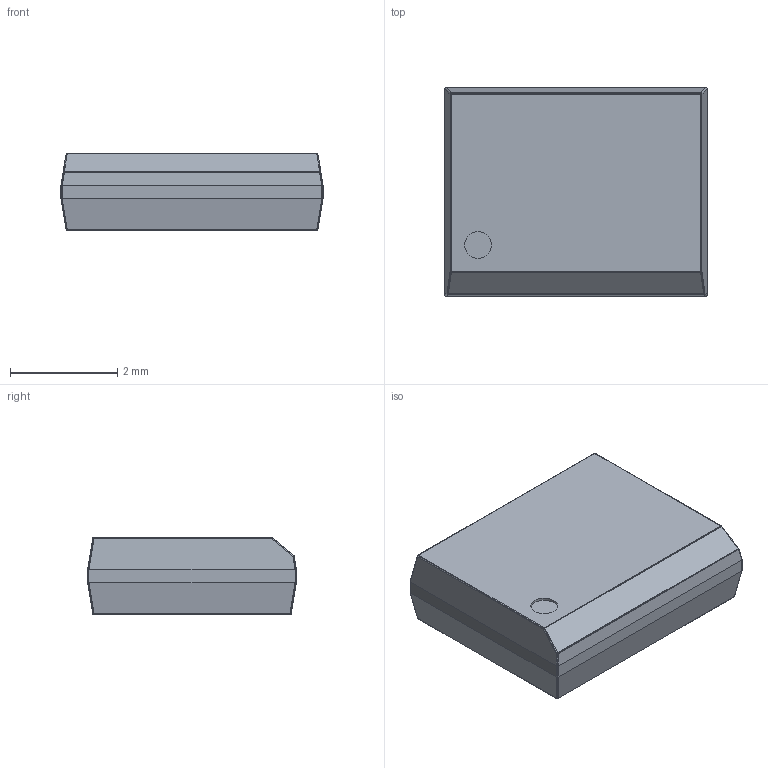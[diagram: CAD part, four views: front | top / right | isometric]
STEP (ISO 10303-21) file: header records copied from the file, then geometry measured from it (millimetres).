
FILE_DESCRIPTION (( 'STEP AP203' ), '1' );
FILE_NAME ('icbody.step_Default_sldprt.STEP', '2025-04-23T09:07:59', ( '' ), ( '' ), 'SwSTEP 2.0', 'SolidWorks 2024', '' );
FILE_SCHEMA (( 'CONFIG_CONTROL_DESIGN' ));
Length unit declared in the file: millimetre
Products named in the file (1): icbody.step_Default_sldprt
Bounding box: 4.9 x 3.9 x 1.45 mm (x, y, z)
Volume: 26.4 mm3; surface area: 59 mm2
Topology: 1 solids, 1 shells, 82 faces, 199 edges, 120 vertices
Faces by surface type: cylinder 48, sphere 18, plane 16
Entity records: 2464 total; most frequent: CARTESIAN_POINT 498, DIRECTION 421, ORIENTED_EDGE 398, EDGE_CURVE 199, AXIS2_PLACEMENT_3D 171, VERTEX_POINT 120, CIRCLE 88, EDGE_LOOP 83
